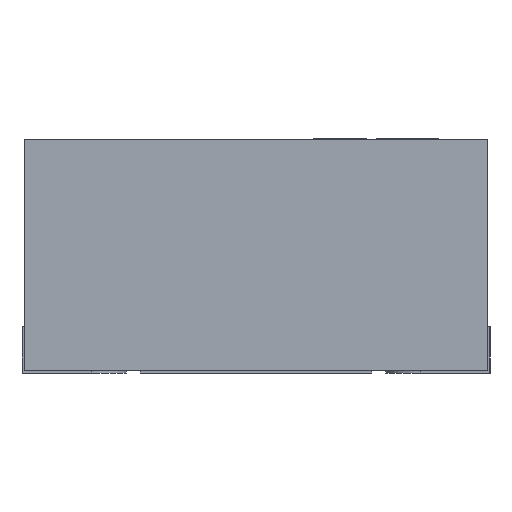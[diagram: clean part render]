
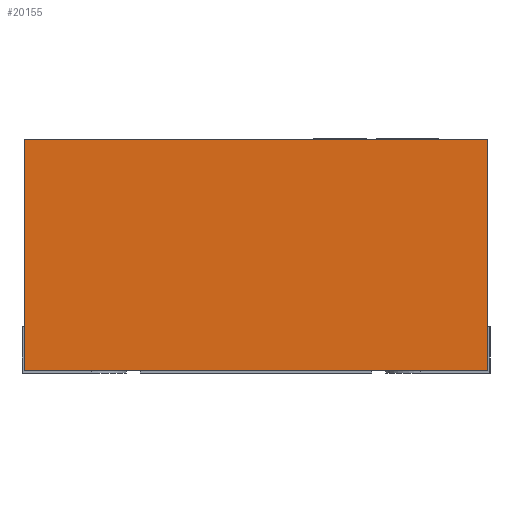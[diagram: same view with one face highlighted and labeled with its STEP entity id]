
A CAD part, front view. The second image highlights one B-rep face of the part: STEP entity #20155.
In plain terms, the highlighted planar face has unit normal (0, -1, 0).
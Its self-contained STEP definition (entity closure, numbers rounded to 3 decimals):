
#1930 = ORIENTED_EDGE ( 'NONE', *, *, #18099, .T. ) ;
#2381 = DIRECTION ( 'NONE',  ( 1., 0., 0. ) ) ;
#2387 = AXIS2_PLACEMENT_3D ( 'NONE', #20549, #7768, #13203 ) ;
#2490 = CARTESIAN_POINT ( 'NONE',  ( 1., -1.5, 0.01 ) ) ;
#2528 = ORIENTED_EDGE ( 'NONE', *, *, #20033, .F. ) ;
#3879 = VECTOR ( 'NONE', #7534, 1000. ) ;
#3895 = PLANE ( 'NONE',  #2387 ) ;
#3919 = VECTOR ( 'NONE', #8704, 1000. ) ;
#4128 = FACE_OUTER_BOUND ( 'NONE', #23193, .T. ) ;
#5166 = CARTESIAN_POINT ( 'NONE',  ( -1., -1.5, 1.01 ) ) ;
#5982 = EDGE_CURVE ( 'NONE', #20538, #7609, #14893, .T. ) ;
#6375 = CARTESIAN_POINT ( 'NONE',  ( -1., -1.5, 0.01 ) ) ;
#6636 = ORIENTED_EDGE ( 'NONE', *, *, #5982, .T. ) ;
#7097 = VERTEX_POINT ( 'NONE', #7979 ) ;
#7534 = DIRECTION ( 'NONE',  ( 0., 0., -1. ) ) ;
#7609 = VERTEX_POINT ( 'NONE', #14664 ) ;
#7768 = DIRECTION ( 'NONE',  ( 0., 1., 0. ) ) ;
#7943 = LINE ( 'NONE', #11249, #10379 ) ;
#7979 = CARTESIAN_POINT ( 'NONE',  ( 1., -1.5, 1.01 ) ) ;
#8704 = DIRECTION ( 'NONE',  ( 0., 0., -1. ) ) ;
#10379 = VECTOR ( 'NONE', #2381, 1000. ) ;
#11249 = CARTESIAN_POINT ( 'NONE',  ( -1., -1.5, 1.01 ) ) ;
#13203 = DIRECTION ( 'NONE',  ( 0., 0., 1. ) ) ;
#14031 = CARTESIAN_POINT ( 'NONE',  ( 1., -1.5, 1.01 ) ) ;
#14664 = CARTESIAN_POINT ( 'NONE',  ( -1., -1.5, 0.01 ) ) ;
#14893 = LINE ( 'NONE', #20101, #3879 ) ;
#15101 = VERTEX_POINT ( 'NONE', #2490 ) ;
#15536 = DIRECTION ( 'NONE',  ( 1., 0., 0. ) ) ;
#15598 = VECTOR ( 'NONE', #15536, 1000. ) ;
#18099 = EDGE_CURVE ( 'NONE', #7609, #15101, #21085, .T. ) ;
#19702 = EDGE_CURVE ( 'NONE', #20538, #7097, #7943, .T. ) ;
#20033 = EDGE_CURVE ( 'NONE', #7097, #15101, #21747, .T. ) ;
#20101 = CARTESIAN_POINT ( 'NONE',  ( -1., -1.5, 1.01 ) ) ;
#20155 = ADVANCED_FACE ( 'NONE', ( #4128 ), #3895, .F. ) ;
#20538 = VERTEX_POINT ( 'NONE', #5166 ) ;
#20549 = CARTESIAN_POINT ( 'NONE',  ( -1., -1.5, 1.01 ) ) ;
#21085 = LINE ( 'NONE', #6375, #15598 ) ;
#21747 = LINE ( 'NONE', #14031, #3919 ) ;
#22700 = ORIENTED_EDGE ( 'NONE', *, *, #19702, .F. ) ;
#23193 = EDGE_LOOP ( 'NONE', ( #1930, #2528, #22700, #6636 ) ) ;
